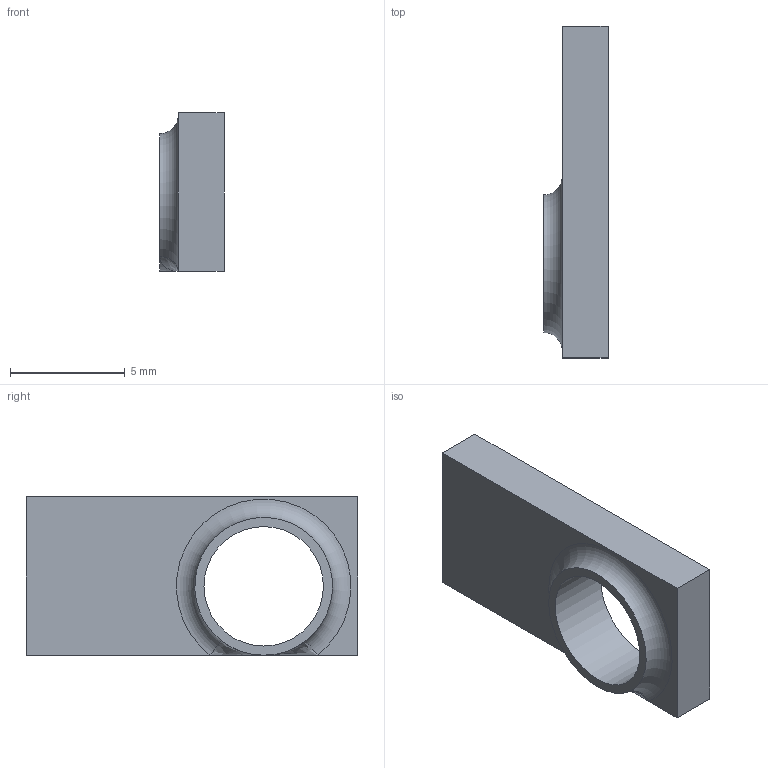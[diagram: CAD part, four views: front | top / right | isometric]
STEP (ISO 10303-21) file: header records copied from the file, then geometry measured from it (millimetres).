
FILE_DESCRIPTION(/* description */ (''),/* implementation_level */ '2;1');
FILE_NAME(/* name */ 'No flag endstop X.step',/* time_stamp */ '2021-02-20T23:03:04+01:00',/* author */ (''),/* organization */ (''),/* preprocessor_version */ 'ST-DEVELOPER v18.1',/* originating_system */ 'Autodesk Translation Framework v9.7.0.1280',/* authorisation */ '');
FILE_SCHEMA (('AUTOMOTIVE_DESIGN { 1 0 10303 214 3 1 1 }'));
Length unit declared in the file: millimetre
Products named in the file (1): No flag endstop X
Bounding box: 2.8 x 14.44 x 6.9 mm (x, y, z)
Volume: 164.8 mm3; surface area: 297.6 mm2
Topology: 1 solids, 1 shells, 12 faces, 27 edges, 15 vertices
Faces by surface type: plane 7, bspline 2, cylinder 2, torus 1
Full cylindrical faces by diameter (mm): 5.2 x1
Entity records: 442 total; most frequent: CARTESIAN_POINT 145, DIRECTION 52, ORIENTED_EDGE 50, EDGE_CURVE 25, AXIS2_PLACEMENT_3D 18, LINE 16, VECTOR 16, VERTEX_POINT 15
